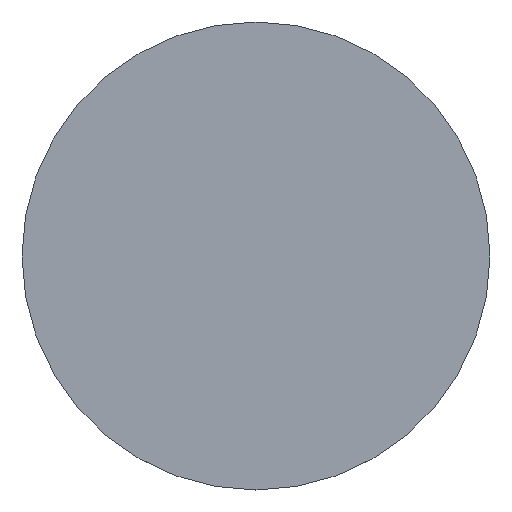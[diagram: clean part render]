
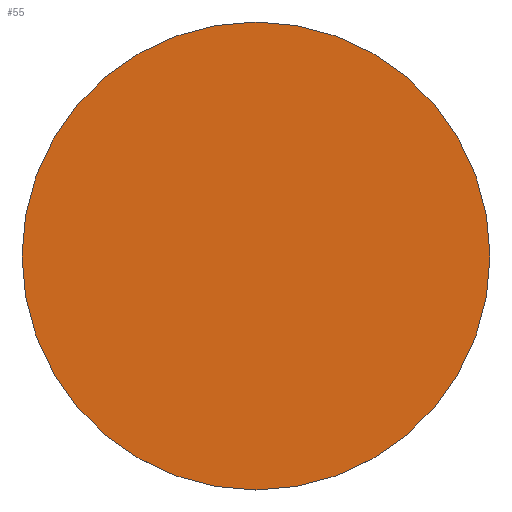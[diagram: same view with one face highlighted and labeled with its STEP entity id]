
A CAD part, top view. The second image highlights one B-rep face of the part: STEP entity #55.
In plain terms, the highlighted planar face has unit normal (0, 0, 1).
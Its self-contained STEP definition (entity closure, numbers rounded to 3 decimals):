
#7 = EDGE_CURVE ( 'NONE', #27, #57, #173, .T. ) ;
#20 = DIRECTION ( 'NONE',  ( 1., 0., 0. ) ) ;
#27 = VERTEX_POINT ( 'NONE', #116 ) ;
#30 = AXIS2_PLACEMENT_3D ( 'NONE', #155, #51, #20 ) ;
#42 = PLANE ( 'NONE',  #62 ) ;
#51 = DIRECTION ( 'NONE',  ( 0., 0., 1. ) ) ;
#52 = EDGE_LOOP ( 'NONE', ( #110, #63 ) ) ;
#55 = ADVANCED_FACE ( 'NONE', ( #151 ), #42, .T. ) ;
#57 = VERTEX_POINT ( 'NONE', #160 ) ;
#61 = DIRECTION ( 'NONE',  ( 0., 0., 1. ) ) ;
#62 = AXIS2_PLACEMENT_3D ( 'NONE', #65, #61, #161 ) ;
#63 = ORIENTED_EDGE ( 'NONE', *, *, #128, .T. ) ;
#65 = CARTESIAN_POINT ( 'NONE',  ( 0., 0., 1. ) ) ;
#66 = CIRCLE ( 'NONE', #94, 63.5 ) ;
#94 = AXIS2_PLACEMENT_3D ( 'NONE', #157, #107, #121 ) ;
#107 = DIRECTION ( 'NONE',  ( 0., 0., 1. ) ) ;
#110 = ORIENTED_EDGE ( 'NONE', *, *, #7, .T. ) ;
#116 = CARTESIAN_POINT ( 'NONE',  ( -63.5, 0., 1. ) ) ;
#121 = DIRECTION ( 'NONE',  ( 1., 0., 0. ) ) ;
#128 = EDGE_CURVE ( 'NONE', #57, #27, #66, .T. ) ;
#151 = FACE_OUTER_BOUND ( 'NONE', #52, .T. ) ;
#155 = CARTESIAN_POINT ( 'NONE',  ( 0., 0., 1. ) ) ;
#157 = CARTESIAN_POINT ( 'NONE',  ( 0., 0., 1. ) ) ;
#160 = CARTESIAN_POINT ( 'NONE',  ( 63.5, 0., 1. ) ) ;
#161 = DIRECTION ( 'NONE',  ( 1., 0., 0. ) ) ;
#173 = CIRCLE ( 'NONE', #30, 63.5 ) ;
